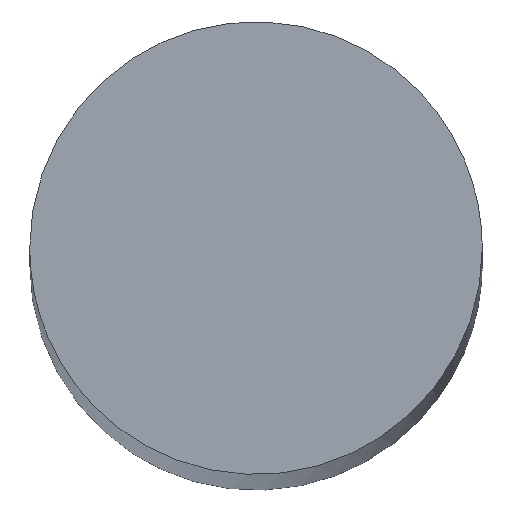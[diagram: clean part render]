
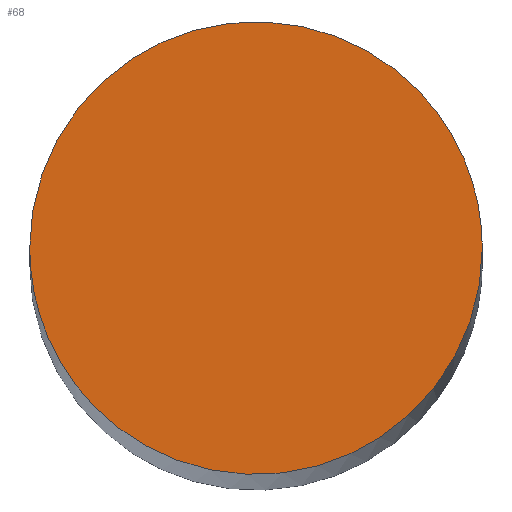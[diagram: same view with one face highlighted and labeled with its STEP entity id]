
A CAD part, top view. The second image highlights one B-rep face of the part: STEP entity #68.
In plain terms, the highlighted planar face has unit normal (0, 0, 1).
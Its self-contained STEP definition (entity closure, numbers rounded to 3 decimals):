
#19=CARTESIAN_POINT('#19',(5.0,0.0,200.));
#20=VERTEX_POINT('',#19);
#21=CARTESIAN_POINT('#21',(-5.,0.0,200.));
#22=VERTEX_POINT('',#21);
#27=CARTESIAN_POINT('#27',(5.0,0.0,200.));
#28=CARTESIAN_POINT('#28',(5.0,-10.,200.));
#29=CARTESIAN_POINT('#29',(-5.,-10.,200.));
#30=CARTESIAN_POINT('#30',(-5.,0.0,200.));
#31=(BOUNDED_CURVE()B_SPLINE_CURVE(3,(#27,#28,#29,#30),.UNSPECIFIED.,.F.
,.F.)B_SPLINE_CURVE_WITH_KNOTS((4,4),(0.0,1.0),.UNSPECIFIED.)CURVE()
GEOMETRIC_REPRESENTATION_ITEM()RATIONAL_B_SPLINE_CURVE((1.0,
0.333,0.333,1.0))REPRESENTATION_ITEM(''));
#32=CARTESIAN_POINT('#32',(-5.,0.0,200.));
#33=CARTESIAN_POINT('#33',(-5.,10.,200.));
#34=CARTESIAN_POINT('#34',(5.0,10.,200.));
#35=CARTESIAN_POINT('#35',(5.0,0.0,200.));
#36=(BOUNDED_CURVE()B_SPLINE_CURVE(3,(#32,#33,#34,#35),.UNSPECIFIED.,.F.
,.F.)B_SPLINE_CURVE_WITH_KNOTS((4,4),(0.0,1.0),.UNSPECIFIED.)CURVE()
GEOMETRIC_REPRESENTATION_ITEM()RATIONAL_B_SPLINE_CURVE((1.0,
0.333,0.333,1.0))REPRESENTATION_ITEM(''));
#53=EDGE_CURVE('',#20,#22,#31,.T.);
#54=EDGE_CURVE('',#22,#20,#36,.T.);
#59=ORIENTED_EDGE('#59',*,*,#53,.F.);
#60=ORIENTED_EDGE('#60',*,*,#54,.F.);
#61=EDGE_LOOP('#61',(#59,#60));
#62=FACE_OUTER_BOUND('#62',#61,.T.);
#63=CARTESIAN_POINT('#63',(0.0,0.0,200.));
#64=DIRECTION('#64',(0.0,0.0,1.0));
#65=DIRECTION('#65',(1.0,0.0,0.0));
#66=AXIS2_PLACEMENT_3D('#66',#63,#64,#65);
#67=PLANE('',#66);
#68=ADVANCED_FACE('',(#62),#67,.T.);
